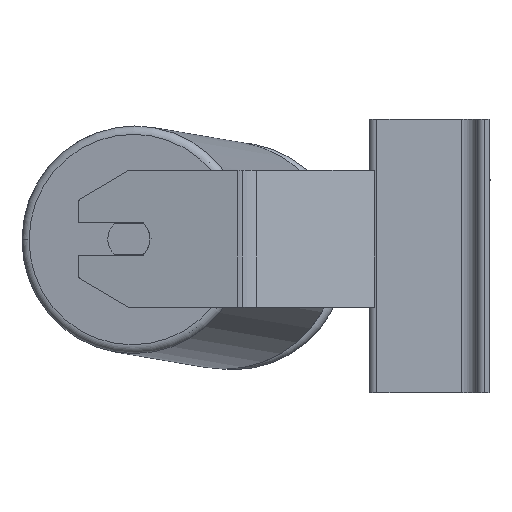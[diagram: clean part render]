
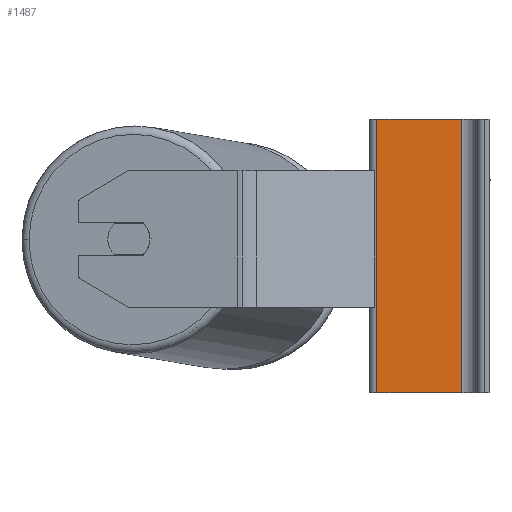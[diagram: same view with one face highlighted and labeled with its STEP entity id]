
A CAD part, left-side view. The second image highlights one B-rep face of the part: STEP entity #1487.
In plain terms, the highlighted planar face has unit normal (-1, 0, 0).
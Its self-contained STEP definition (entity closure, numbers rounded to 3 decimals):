
#483 = EDGE_CURVE ( 'NONE', #4733, #3609, #2033, .T. ) ;
#674 = EDGE_CURVE ( 'NONE', #9627, #1336, #3907, .T. ) ;
#895 = FACE_OUTER_BOUND ( 'NONE', #9512, .T. ) ;
#1336 = VERTEX_POINT ( 'NONE', #4740 ) ;
#1487 = ADVANCED_FACE ( 'NONE', ( #895 ), #1504, .F. ) ;
#1489 = EDGE_CURVE ( 'NONE', #4733, #9627, #2370, .T. ) ;
#1504 = PLANE ( 'NONE',  #3007 ) ;
#1608 = DIRECTION ( 'NONE',  ( 1., 0., 0. ) ) ;
#1715 = CARTESIAN_POINT ( 'NONE',  ( -487., 13.5, 80. ) ) ;
#2033 = LINE ( 'NONE', #7882, #6201 ) ;
#2291 = VECTOR ( 'NONE', #3367, 1000. ) ;
#2370 = LINE ( 'NONE', #5743, #8507 ) ;
#2847 = DIRECTION ( 'NONE',  ( 0., -1., 0. ) ) ;
#3007 = AXIS2_PLACEMENT_3D ( 'NONE', #1715, #1608, #9672 ) ;
#3367 = DIRECTION ( 'NONE',  ( 0., 0., -1. ) ) ;
#3405 = ORIENTED_EDGE ( 'NONE', *, *, #1489, .F. ) ;
#3417 = CARTESIAN_POINT ( 'NONE',  ( -487., -36., 80. ) ) ;
#3609 = VERTEX_POINT ( 'NONE', #5990 ) ;
#3642 = DIRECTION ( 'NONE',  ( 0., 0., -1. ) ) ;
#3907 = LINE ( 'NONE', #3417, #2291 ) ;
#4118 = CARTESIAN_POINT ( 'NONE',  ( -487., 13.5, 80. ) ) ;
#4553 = CARTESIAN_POINT ( 'NONE',  ( -487., -36., 80. ) ) ;
#4625 = LINE ( 'NONE', #9562, #9673 ) ;
#4733 = VERTEX_POINT ( 'NONE', #4118 ) ;
#4740 = CARTESIAN_POINT ( 'NONE',  ( -487., -36., -80. ) ) ;
#4895 = ORIENTED_EDGE ( 'NONE', *, *, #674, .F. ) ;
#5357 = EDGE_CURVE ( 'NONE', #3609, #1336, #4625, .T. ) ;
#5743 = CARTESIAN_POINT ( 'NONE',  ( -487., 13.5, 80. ) ) ;
#5990 = CARTESIAN_POINT ( 'NONE',  ( -487., 13.5, -80. ) ) ;
#6201 = VECTOR ( 'NONE', #3642, 1000. ) ;
#6442 = ORIENTED_EDGE ( 'NONE', *, *, #5357, .T. ) ;
#7882 = CARTESIAN_POINT ( 'NONE',  ( -487., 13.5, 80. ) ) ;
#8507 = VECTOR ( 'NONE', #10637, 1000. ) ;
#8680 = ORIENTED_EDGE ( 'NONE', *, *, #483, .T. ) ;
#9512 = EDGE_LOOP ( 'NONE', ( #6442, #4895, #3405, #8680 ) ) ;
#9562 = CARTESIAN_POINT ( 'NONE',  ( -487., 13.5, -80. ) ) ;
#9627 = VERTEX_POINT ( 'NONE', #4553 ) ;
#9672 = DIRECTION ( 'NONE',  ( 0., 1., 0. ) ) ;
#9673 = VECTOR ( 'NONE', #2847, 1000. ) ;
#10637 = DIRECTION ( 'NONE',  ( 0., -1., 0. ) ) ;
